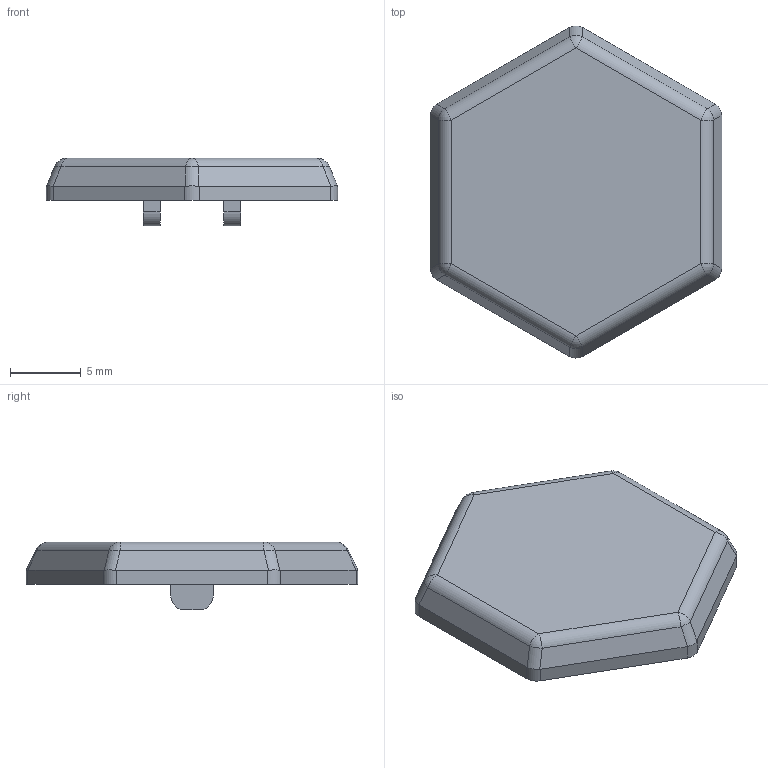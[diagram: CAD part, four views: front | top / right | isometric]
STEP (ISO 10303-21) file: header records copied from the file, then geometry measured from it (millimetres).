
FILE_DESCRIPTION(/* description */ (''),/* implementation_level */ '2;1');
FILE_NAME(/* name */ 'Hexagon Keycap.step',/* time_stamp */ '2023-02-21T08:43:46-05:00',/* author */ (''),/* organization */ (''),/* preprocessor_version */ 'ST-DEVELOPER v19.2',/* originating_system */ 'Autodesk Translation Framework v11.17.0.187',/* authorisation */ '');
FILE_SCHEMA (('AUTOMOTIVE_DESIGN { 1 0 10303 214 3 1 1 }'));
Length unit declared in the file: millimetre
Products named in the file (1): Hexagon Keycap
Bounding box: 20.6 x 23.48 x 4.8 mm (x, y, z)
Volume: 495.8 mm3; surface area: 1064 mm2
Topology: 1 solids, 1 shells, 84 faces, 216 edges, 136 vertices
Faces by surface type: plane 56, cylinder 22, sphere 6
Entity records: 2558 total; most frequent: CARTESIAN_POINT 437, DIRECTION 436, ORIENTED_EDGE 432, EDGE_CURVE 216, LINE 166, VECTOR 166, VERTEX_POINT 136, AXIS2_PLACEMENT_3D 135
